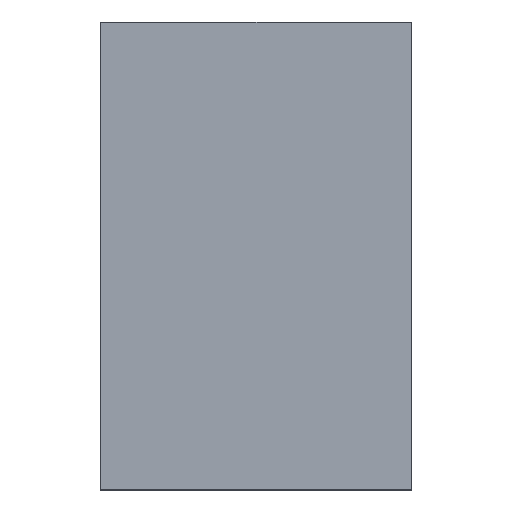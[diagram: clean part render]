
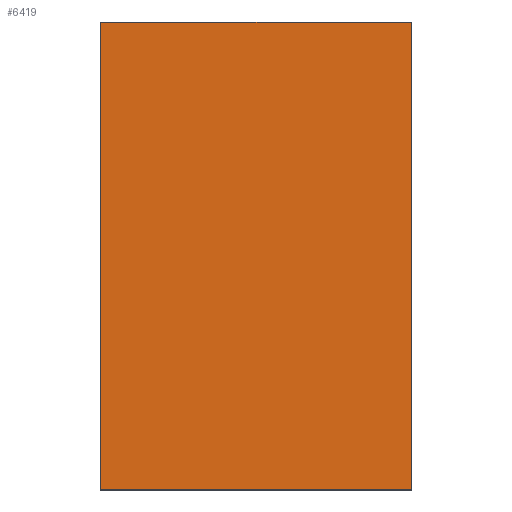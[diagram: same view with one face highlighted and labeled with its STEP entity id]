
A CAD part, top view. The second image highlights one B-rep face of the part: STEP entity #6419.
In plain terms, the highlighted planar face has unit normal (0, 0, 1).
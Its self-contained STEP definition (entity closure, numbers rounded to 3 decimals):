
#259 = DIRECTION ( 'NONE',  ( 1., 0., 0. ) ) ;
#663 = AXIS2_PLACEMENT_3D ( 'NONE', #5481, #2167, #980 ) ;
#726 = VERTEX_POINT ( 'NONE', #3775 ) ;
#834 = CARTESIAN_POINT ( 'NONE',  ( 39.5, 120., 3. ) ) ;
#918 = EDGE_CURVE ( 'NONE', #2593, #726, #3061, .T. ) ;
#980 = DIRECTION ( 'NONE',  ( 1., 0., 0. ) ) ;
#1007 = ORIENTED_EDGE ( 'NONE', *, *, #1774, .T. ) ;
#1121 = DIRECTION ( 'NONE',  ( 0., 0., 1. ) ) ;
#1221 = AXIS2_PLACEMENT_3D ( 'NONE', #5620, #1121, #4575 ) ;
#1299 = VECTOR ( 'NONE', #6255, 1000. ) ;
#1318 = AXIS2_PLACEMENT_3D ( 'NONE', #5795, #1943, #259 ) ;
#1351 = VECTOR ( 'NONE', #5692, 1000. ) ;
#1438 = EDGE_CURVE ( 'NONE', #5198, #3177, #2115, .T. ) ;
#1774 = EDGE_CURVE ( 'NONE', #3177, #3585, #3144, .T. ) ;
#1807 = CARTESIAN_POINT ( 'NONE',  ( -40., 0., 3. ) ) ;
#1829 = DIRECTION ( 'NONE',  ( 0., 1., 0. ) ) ;
#1943 = DIRECTION ( 'NONE',  ( 0., 0., 1. ) ) ;
#2115 = LINE ( 'NONE', #5762, #1299 ) ;
#2167 = DIRECTION ( 'NONE',  ( 0., 0., 1. ) ) ;
#2519 = FACE_OUTER_BOUND ( 'NONE', #2852, .T. ) ;
#2593 = VERTEX_POINT ( 'NONE', #4308 ) ;
#2641 = VECTOR ( 'NONE', #1829, 1000. ) ;
#2703 = ORIENTED_EDGE ( 'NONE', *, *, #2901, .T. ) ;
#2852 = EDGE_LOOP ( 'NONE', ( #6163, #3927, #4869, #1007, #2703, #3682 ) ) ;
#2901 = EDGE_CURVE ( 'NONE', #3585, #3075, #6132, .T. ) ;
#3061 = LINE ( 'NONE', #6812, #2641 ) ;
#3075 = VERTEX_POINT ( 'NONE', #3939 ) ;
#3144 = CIRCLE ( 'NONE', #1221, 0.5 ) ;
#3177 = VERTEX_POINT ( 'NONE', #5171 ) ;
#3261 = CIRCLE ( 'NONE', #663, 0.5 ) ;
#3492 = DIRECTION ( 'NONE',  ( 0., -1., 0. ) ) ;
#3532 = EDGE_CURVE ( 'NONE', #726, #5198, #3261, .T. ) ;
#3585 = VERTEX_POINT ( 'NONE', #3894 ) ;
#3682 = ORIENTED_EDGE ( 'NONE', *, *, #4499, .T. ) ;
#3775 = CARTESIAN_POINT ( 'NONE',  ( 40., 119.5, 3. ) ) ;
#3894 = CARTESIAN_POINT ( 'NONE',  ( -40., 119.5, 3. ) ) ;
#3927 = ORIENTED_EDGE ( 'NONE', *, *, #3532, .T. ) ;
#3939 = CARTESIAN_POINT ( 'NONE',  ( -40., 0., 3. ) ) ;
#3966 = VECTOR ( 'NONE', #3492, 1000. ) ;
#4308 = CARTESIAN_POINT ( 'NONE',  ( 40., 0., 3. ) ) ;
#4499 = EDGE_CURVE ( 'NONE', #3075, #2593, #5057, .T. ) ;
#4575 = DIRECTION ( 'NONE',  ( 1., 0., 0. ) ) ;
#4688 = CARTESIAN_POINT ( 'NONE',  ( -40., 120., 3. ) ) ;
#4869 = ORIENTED_EDGE ( 'NONE', *, *, #1438, .T. ) ;
#5057 = LINE ( 'NONE', #1807, #1351 ) ;
#5171 = CARTESIAN_POINT ( 'NONE',  ( -39.5, 120., 3. ) ) ;
#5198 = VERTEX_POINT ( 'NONE', #834 ) ;
#5243 = PLANE ( 'NONE',  #1318 ) ;
#5481 = CARTESIAN_POINT ( 'NONE',  ( 39.5, 119.5, 3. ) ) ;
#5620 = CARTESIAN_POINT ( 'NONE',  ( -39.5, 119.5, 3. ) ) ;
#5692 = DIRECTION ( 'NONE',  ( 1., 0., 0. ) ) ;
#5762 = CARTESIAN_POINT ( 'NONE',  ( -40., 120., 3. ) ) ;
#5795 = CARTESIAN_POINT ( 'NONE',  ( 0., 0., 3. ) ) ;
#6132 = LINE ( 'NONE', #4688, #3966 ) ;
#6163 = ORIENTED_EDGE ( 'NONE', *, *, #918, .T. ) ;
#6255 = DIRECTION ( 'NONE',  ( -1., 0., 0. ) ) ;
#6419 = ADVANCED_FACE ( 'NONE', ( #2519 ), #5243, .T. ) ;
#6812 = CARTESIAN_POINT ( 'NONE',  ( 40., 120., 3. ) ) ;
